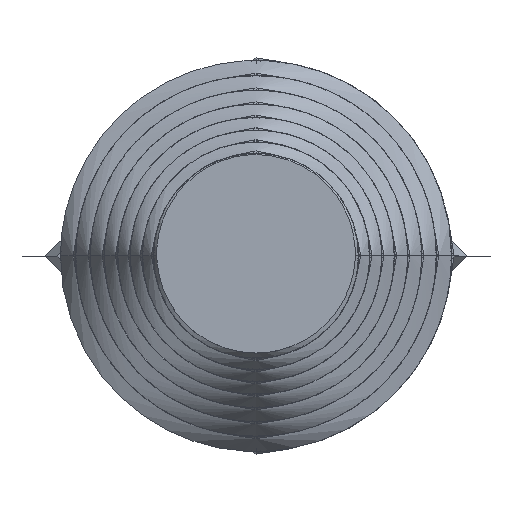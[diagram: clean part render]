
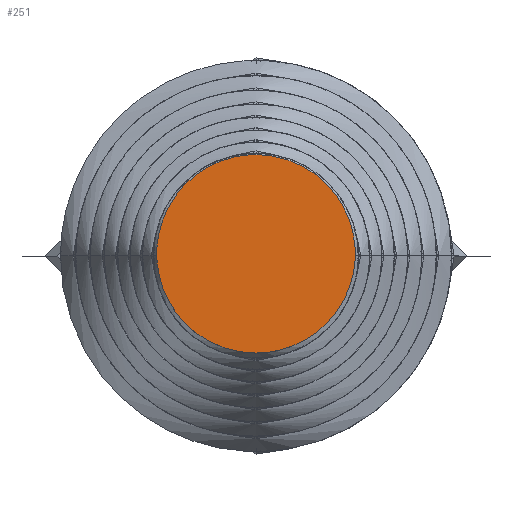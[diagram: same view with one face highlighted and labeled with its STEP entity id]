
A CAD part, top view. The second image highlights one B-rep face of the part: STEP entity #251.
In plain terms, the highlighted planar face has unit normal (0, 0, 1).
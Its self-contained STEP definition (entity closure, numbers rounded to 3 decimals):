
#251=ADVANCED_FACE('',(#406),#2311,.T.);
#406=FACE_OUTER_BOUND('',#573,.T.);
#573=EDGE_LOOP('',(#1121,#1122));
#1121=ORIENTED_EDGE('',*,*,#1582,.F.);
#1122=ORIENTED_EDGE('',*,*,#1578,.F.);
#1578=EDGE_CURVE('',#2224,#2226,#1986,.T.);
#1582=EDGE_CURVE('',#2226,#2224,#1990,.T.);
#1986=(
BOUNDED_CURVE()
B_SPLINE_CURVE(2,(#7566,#7567,#7568,#7569,#7570),.UNSPECIFIED.,.F.,.F.)
B_SPLINE_CURVE_WITH_KNOTS((3,2,3),(-465.282,-348.962,
-232.641),.UNSPECIFIED.)
CURVE()
GEOMETRIC_REPRESENTATION_ITEM()
RATIONAL_B_SPLINE_CURVE((1.,0.707,1.,0.707,1.))
REPRESENTATION_ITEM('')
);
#1990=(
BOUNDED_CURVE()
B_SPLINE_CURVE(2,(#7580,#7581,#7582,#7583,#7584),.UNSPECIFIED.,.F.,.F.)
B_SPLINE_CURVE_WITH_KNOTS((3,2,3),(-232.641,-116.321,
0.),.UNSPECIFIED.)
CURVE()
GEOMETRIC_REPRESENTATION_ITEM()
RATIONAL_B_SPLINE_CURVE((1.,0.707,1.,0.707,1.))
REPRESENTATION_ITEM('')
);
#2224=VERTEX_POINT('',#7562);
#2226=VERTEX_POINT('',#7564);
#2311=PLANE('',#2503);
#2503=AXIS2_PLACEMENT_3D('',#7550,#2543,$);
#2543=DIRECTION('',(0.,0.,1.));
#7550=CARTESIAN_POINT('',(92.562,-92.564,767.));
#7562=CARTESIAN_POINT('',(-0.003,74.053,767.));
#7564=CARTESIAN_POINT('',(-0.003,-74.051,767.));
#7566=CARTESIAN_POINT('',(-0.003,74.053,767.));
#7567=CARTESIAN_POINT('',(74.049,74.053,767.));
#7568=CARTESIAN_POINT('',(74.049,0.001,767.));
#7569=CARTESIAN_POINT('',(74.049,-74.051,767.));
#7570=CARTESIAN_POINT('',(-0.003,-74.051,767.));
#7580=CARTESIAN_POINT('',(-0.003,-74.051,767.));
#7581=CARTESIAN_POINT('',(-74.055,-74.051,767.));
#7582=CARTESIAN_POINT('',(-74.055,0.001,767.));
#7583=CARTESIAN_POINT('',(-74.055,74.053,767.));
#7584=CARTESIAN_POINT('',(-0.003,74.053,767.));
